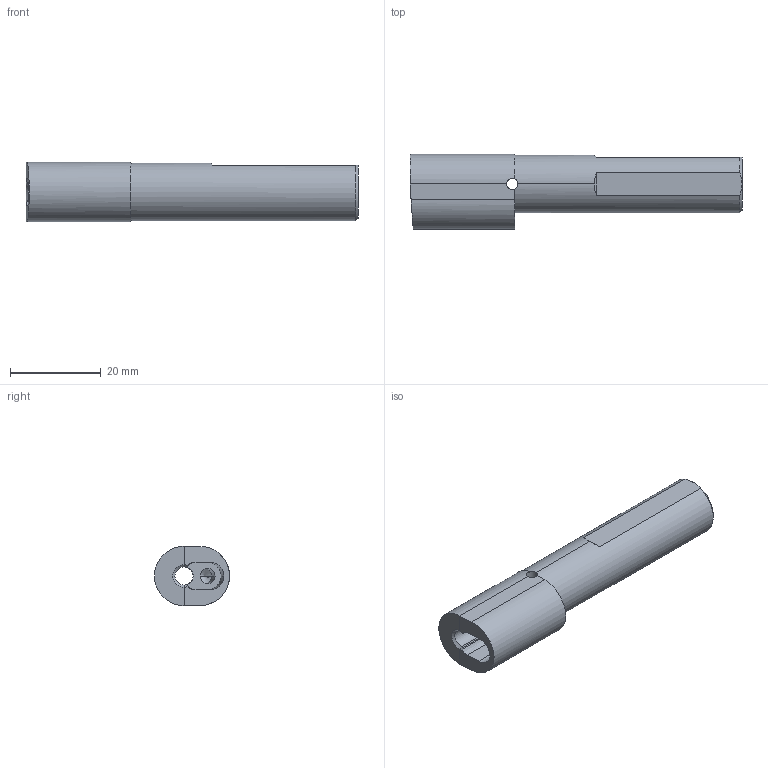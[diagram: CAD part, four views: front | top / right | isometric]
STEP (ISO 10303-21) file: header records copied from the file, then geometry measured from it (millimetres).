
FILE_DESCRIPTION (( 'STEP AP203' ), '1' );
FILE_NAME ('MBM-59-02-05.step', '2019-01-16T08:34:54', ( '' ), ( '' ), 'SwSTEP 2.0', 'SolidWorks 2018', '' );
FILE_SCHEMA (( 'CONFIG_CONTROL_DESIGN' ));
Length unit declared in the file: millimetre
Products named in the file (1): MBM-59-02-05
Bounding box: 73 x 16.5 x 13 mm (x, y, z)
Volume: 7890 mm3; surface area: 4911.4 mm2
Topology: 1 solids, 1 shells, 49 faces, 128 edges, 76 vertices
Faces by surface type: cylinder 18, plane 15, cone 12, bspline 4
Entity records: 1734 total; most frequent: CARTESIAN_POINT 511, ORIENTED_EDGE 252, DIRECTION 228, EDGE_CURVE 126, AXIS2_PLACEMENT_3D 85, VERTEX_POINT 76, VECTOR 58, LINE 58
